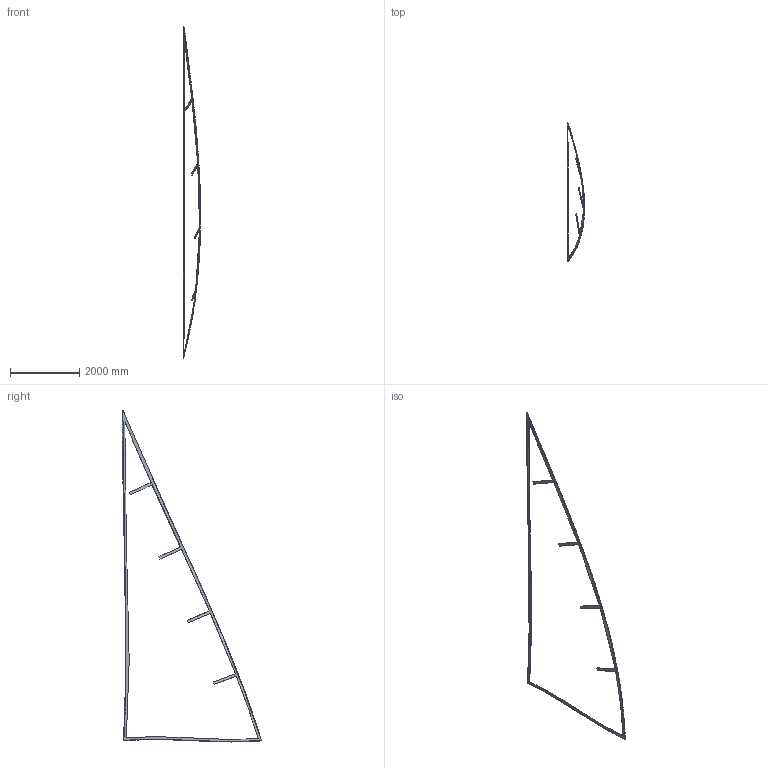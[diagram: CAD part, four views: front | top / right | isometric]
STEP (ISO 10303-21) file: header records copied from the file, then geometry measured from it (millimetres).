
FILE_DESCRIPTION( ( '' ), ' ' );
FILE_NAME( '5be11bcb0cd1df151d682084.step', '2018-11-06T04:42:52', ( '' ), ( '' ), ' ', ' ', ' ' );
FILE_SCHEMA( ( 'AUTOMOTIVE_DESIGN { 1 0 10303 214 1 1 1 1 }' ) );
Length unit declared in the file: metre
Products named in the file (1): Main Sail Ridge
Bounding box: 496.31 x 4013.77 x 9563.19 mm (x, y, z)
Volume: 31176320.5 mm3; surface area: 4764738.9 mm2
Topology: 1 solids, 1 shells, 30 faces, 84 edges, 54 vertices
Faces by surface type: bspline 13, plane 12, sphere 3, offset 2
Entity records: 15224 total; most frequent: CARTESIAN_POINT 14376, ORIENTED_EDGE 156, EDGE_CURVE 78, DIRECTION 64, B_SPLINE_CURVE_WITH_KNOTS 58, VERTEX_POINT 52, EDGE_LOOP 32, STYLED_ITEM 30
